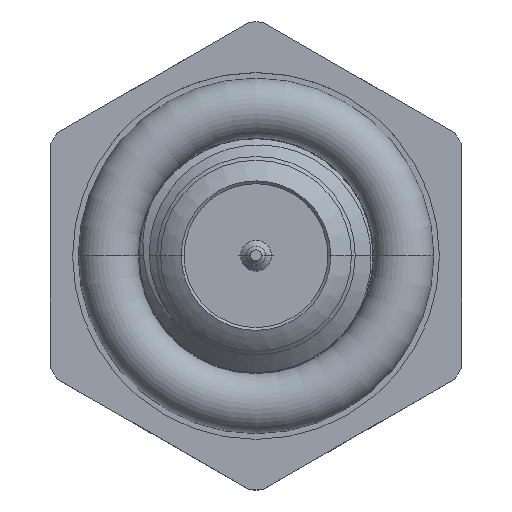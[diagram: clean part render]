
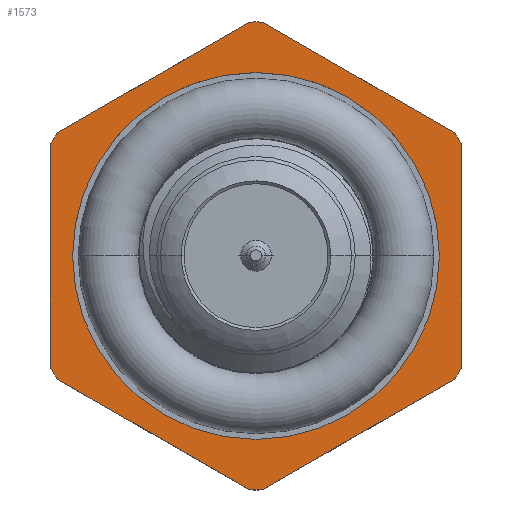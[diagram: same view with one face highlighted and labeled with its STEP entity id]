
A CAD part, top view. The second image highlights one B-rep face of the part: STEP entity #1573.
In plain terms, the highlighted planar face has unit normal (0, 0, 1).
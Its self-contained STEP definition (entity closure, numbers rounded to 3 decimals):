
#28 = ORIENTED_EDGE ( 'NONE', *, *, #424, .T. ) ;
#40 = ORIENTED_EDGE ( 'NONE', *, *, #2671, .F. ) ;
#53 = VERTEX_POINT ( 'NONE', #738 ) ;
#98 = VERTEX_POINT ( 'NONE', #1998 ) ;
#106 = LINE ( 'NONE', #675, #1968 ) ;
#112 = DIRECTION ( 'NONE',  ( 0., 0., 1. ) ) ;
#115 = ORIENTED_EDGE ( 'NONE', *, *, #1193, .F. ) ;
#128 = CARTESIAN_POINT ( 'NONE',  ( 0., 0., 9.8 ) ) ;
#148 = CARTESIAN_POINT ( 'NONE',  ( 4.872, -3.538, 9.8 ) ) ;
#207 = CARTESIAN_POINT ( 'NONE',  ( 4.9, 0., 9.8 ) ) ;
#215 = CIRCLE ( 'NONE', #3944, 4.9 ) ;
#232 = DIRECTION ( 'NONE',  ( 0., -1., 0. ) ) ;
#235 = CARTESIAN_POINT ( 'NONE',  ( 0., 0., 9.8 ) ) ;
#282 = ORIENTED_EDGE ( 'NONE', *, *, #2636, .T. ) ;
#421 = VECTOR ( 'NONE', #3366, 1000. ) ;
#423 = ORIENTED_EDGE ( 'NONE', *, *, #2448, .T. ) ;
#424 = EDGE_CURVE ( 'NONE', #53, #2697, #1958, .T. ) ;
#485 = DIRECTION ( 'NONE',  ( -1., 0., 0. ) ) ;
#569 = VECTOR ( 'NONE', #3261, 1000. ) ;
#581 = EDGE_CURVE ( 'NONE', #4186, #2187, #3452, .T. ) ;
#647 = CIRCLE ( 'NONE', #907, 6.25 ) ;
#675 = CARTESIAN_POINT ( 'NONE',  ( 0.628, 5.988, 9.8 ) ) ;
#704 = CIRCLE ( 'NONE', #1774, 6.25 ) ;
#717 = VERTEX_POINT ( 'NONE', #207 ) ;
#738 = CARTESIAN_POINT ( 'NONE',  ( 5.5, -2.969, 9.8 ) ) ;
#744 = FACE_BOUND ( 'NONE', #1969, .T. ) ;
#763 = LINE ( 'NONE', #148, #4033 ) ;
#781 = VERTEX_POINT ( 'NONE', #1007 ) ;
#809 = CIRCLE ( 'NONE', #3591, 6.25 ) ;
#907 = AXIS2_PLACEMENT_3D ( 'NONE', #3313, #1621, #957 ) ;
#914 = EDGE_CURVE ( 'NONE', #98, #2093, #704, .T. ) ;
#934 = ORIENTED_EDGE ( 'NONE', *, *, #914, .F. ) ;
#936 = VECTOR ( 'NONE', #1105, 1000. ) ;
#951 = CARTESIAN_POINT ( 'NONE',  ( 5.5, 4.9, 9.8 ) ) ;
#957 = DIRECTION ( 'NONE',  ( -1., 0., 0. ) ) ;
#967 = ORIENTED_EDGE ( 'NONE', *, *, #3429, .F. ) ;
#985 = ORIENTED_EDGE ( 'NONE', *, *, #2333, .T. ) ;
#988 = EDGE_CURVE ( 'NONE', #3177, #2697, #1438, .T. ) ;
#1007 = CARTESIAN_POINT ( 'NONE',  ( -4.9, 0., 9.8 ) ) ;
#1065 = CARTESIAN_POINT ( 'NONE',  ( 5.321, 3.279, 9.8 ) ) ;
#1069 = DIRECTION ( 'NONE',  ( -1., 0., 0. ) ) ;
#1085 = DIRECTION ( 'NONE',  ( 0., 0., -1. ) ) ;
#1105 = DIRECTION ( 'NONE',  ( 0.866, -0.5, 0. ) ) ;
#1115 = FACE_OUTER_BOUND ( 'NONE', #3254, .T. ) ;
#1193 = EDGE_CURVE ( 'NONE', #3036, #3901, #647, .T. ) ;
#1298 = ORIENTED_EDGE ( 'NONE', *, *, #2317, .T. ) ;
#1335 = CARTESIAN_POINT ( 'NONE',  ( 5.321, -3.279, 9.8 ) ) ;
#1339 = DIRECTION ( 'NONE',  ( 0., 0., -1. ) ) ;
#1373 = CARTESIAN_POINT ( 'NONE',  ( 0.179, 6.247, 9.8 ) ) ;
#1398 = CARTESIAN_POINT ( 'NONE',  ( 0., 0., 9.8 ) ) ;
#1438 = CIRCLE ( 'NONE', #3622, 6.25 ) ;
#1448 = CARTESIAN_POINT ( 'NONE',  ( -5.5, 2.969, 9.8 ) ) ;
#1487 = CARTESIAN_POINT ( 'NONE',  ( -5.5, 4.9, 9.8 ) ) ;
#1524 = DIRECTION ( 'NONE',  ( 0., 0., -1. ) ) ;
#1535 = DIRECTION ( 'NONE',  ( 0., 0., -1. ) ) ;
#1573 = ADVANCED_FACE ( 'NONE', ( #744, #1115 ), #2409, .T. ) ;
#1621 = DIRECTION ( 'NONE',  ( 0., 0., -1. ) ) ;
#1633 = CARTESIAN_POINT ( 'NONE',  ( 0., 0., 9.8 ) ) ;
#1658 = ORIENTED_EDGE ( 'NONE', *, *, #988, .F. ) ;
#1701 = CIRCLE ( 'NONE', #1829, 6.25 ) ;
#1738 = LINE ( 'NONE', #4023, #936 ) ;
#1746 = VERTEX_POINT ( 'NONE', #3818 ) ;
#1774 = AXIS2_PLACEMENT_3D ( 'NONE', #128, #3346, #3323 ) ;
#1807 = CARTESIAN_POINT ( 'NONE',  ( 0., 0., 9.8 ) ) ;
#1829 = AXIS2_PLACEMENT_3D ( 'NONE', #1633, #1339, #1069 ) ;
#1842 = VECTOR ( 'NONE', #232, 1000. ) ;
#1958 = LINE ( 'NONE', #951, #569 ) ;
#1965 = EDGE_CURVE ( 'NONE', #98, #3139, #763, .T. ) ;
#1968 = VECTOR ( 'NONE', #3007, 1000. ) ;
#1969 = EDGE_LOOP ( 'NONE', ( #423, #985 ) ) ;
#1998 = CARTESIAN_POINT ( 'NONE',  ( 0.179, -6.247, 9.8 ) ) ;
#2026 = CARTESIAN_POINT ( 'NONE',  ( 0., 4.9, 9.8 ) ) ;
#2080 = DIRECTION ( 'NONE',  ( 0.866, 0.5, 0. ) ) ;
#2093 = VERTEX_POINT ( 'NONE', #3170 ) ;
#2187 = VERTEX_POINT ( 'NONE', #2874 ) ;
#2317 = EDGE_CURVE ( 'NONE', #3036, #1746, #3643, .T. ) ;
#2333 = EDGE_CURVE ( 'NONE', #717, #781, #215, .T. ) ;
#2353 = ORIENTED_EDGE ( 'NONE', *, *, #581, .T. ) ;
#2365 = ORIENTED_EDGE ( 'NONE', *, *, #3349, .T. ) ;
#2409 = PLANE ( 'NONE',  #2740 ) ;
#2419 = CARTESIAN_POINT ( 'NONE',  ( 0., 0., 9.8 ) ) ;
#2448 = EDGE_CURVE ( 'NONE', #781, #717, #3610, .T. ) ;
#2453 = DIRECTION ( 'NONE',  ( -1., 0., 0. ) ) ;
#2538 = CARTESIAN_POINT ( 'NONE',  ( -0.179, 6.247, 9.8 ) ) ;
#2612 = ORIENTED_EDGE ( 'NONE', *, *, #1965, .T. ) ;
#2636 = EDGE_CURVE ( 'NONE', #3177, #3901, #106, .T. ) ;
#2660 = CARTESIAN_POINT ( 'NONE',  ( -5.321, -3.279, 9.8 ) ) ;
#2671 = EDGE_CURVE ( 'NONE', #53, #3139, #1701, .T. ) ;
#2697 = VERTEX_POINT ( 'NONE', #2959 ) ;
#2740 = AXIS2_PLACEMENT_3D ( 'NONE', #2026, #112, #3714 ) ;
#2764 = DIRECTION ( 'NONE',  ( -1., 0., 0. ) ) ;
#2788 = VERTEX_POINT ( 'NONE', #2660 ) ;
#2791 = DIRECTION ( 'NONE',  ( 0., 0., -1. ) ) ;
#2874 = CARTESIAN_POINT ( 'NONE',  ( -5.5, -2.969, 9.8 ) ) ;
#2918 = ORIENTED_EDGE ( 'NONE', *, *, #4185, .F. ) ;
#2959 = CARTESIAN_POINT ( 'NONE',  ( 5.5, 2.969, 9.8 ) ) ;
#3007 = DIRECTION ( 'NONE',  ( -0.866, 0.5, 0. ) ) ;
#3036 = VERTEX_POINT ( 'NONE', #2538 ) ;
#3139 = VERTEX_POINT ( 'NONE', #1335 ) ;
#3170 = CARTESIAN_POINT ( 'NONE',  ( -0.179, -6.247, 9.8 ) ) ;
#3177 = VERTEX_POINT ( 'NONE', #1065 ) ;
#3254 = EDGE_LOOP ( 'NONE', ( #967, #2353, #2918, #2365, #934, #2612, #40, #28, #1658, #282, #115, #1298 ) ) ;
#3261 = DIRECTION ( 'NONE',  ( 0., 1., 0. ) ) ;
#3297 = CARTESIAN_POINT ( 'NONE',  ( -0.628, 5.988, 9.8 ) ) ;
#3313 = CARTESIAN_POINT ( 'NONE',  ( 0., 0., 9.8 ) ) ;
#3319 = DIRECTION ( 'NONE',  ( -1., 0., 0. ) ) ;
#3323 = DIRECTION ( 'NONE',  ( -1., 0., 0. ) ) ;
#3346 = DIRECTION ( 'NONE',  ( 0., 0., -1. ) ) ;
#3349 = EDGE_CURVE ( 'NONE', #2788, #2093, #1738, .T. ) ;
#3366 = DIRECTION ( 'NONE',  ( -0.866, -0.5, 0. ) ) ;
#3429 = EDGE_CURVE ( 'NONE', #4186, #1746, #3724, .T. ) ;
#3452 = LINE ( 'NONE', #1487, #1842 ) ;
#3470 = AXIS2_PLACEMENT_3D ( 'NONE', #2419, #3771, #2764 ) ;
#3530 = CARTESIAN_POINT ( 'NONE',  ( 0., 0., 9.8 ) ) ;
#3591 = AXIS2_PLACEMENT_3D ( 'NONE', #235, #2791, #2453 ) ;
#3610 = CIRCLE ( 'NONE', #3470, 4.9 ) ;
#3622 = AXIS2_PLACEMENT_3D ( 'NONE', #3530, #1535, #4169 ) ;
#3643 = LINE ( 'NONE', #3297, #421 ) ;
#3714 = DIRECTION ( 'NONE',  ( 1., 0., 0. ) ) ;
#3724 = CIRCLE ( 'NONE', #4129, 6.25 ) ;
#3771 = DIRECTION ( 'NONE',  ( 0., 0., -1. ) ) ;
#3818 = CARTESIAN_POINT ( 'NONE',  ( -5.321, 3.279, 9.8 ) ) ;
#3901 = VERTEX_POINT ( 'NONE', #1373 ) ;
#3944 = AXIS2_PLACEMENT_3D ( 'NONE', #1398, #1085, #3319 ) ;
#4023 = CARTESIAN_POINT ( 'NONE',  ( -4.872, -3.538, 9.8 ) ) ;
#4033 = VECTOR ( 'NONE', #2080, 1000. ) ;
#4129 = AXIS2_PLACEMENT_3D ( 'NONE', #1807, #1524, #485 ) ;
#4169 = DIRECTION ( 'NONE',  ( -1., 0., 0. ) ) ;
#4185 = EDGE_CURVE ( 'NONE', #2788, #2187, #809, .T. ) ;
#4186 = VERTEX_POINT ( 'NONE', #1448 ) ;
